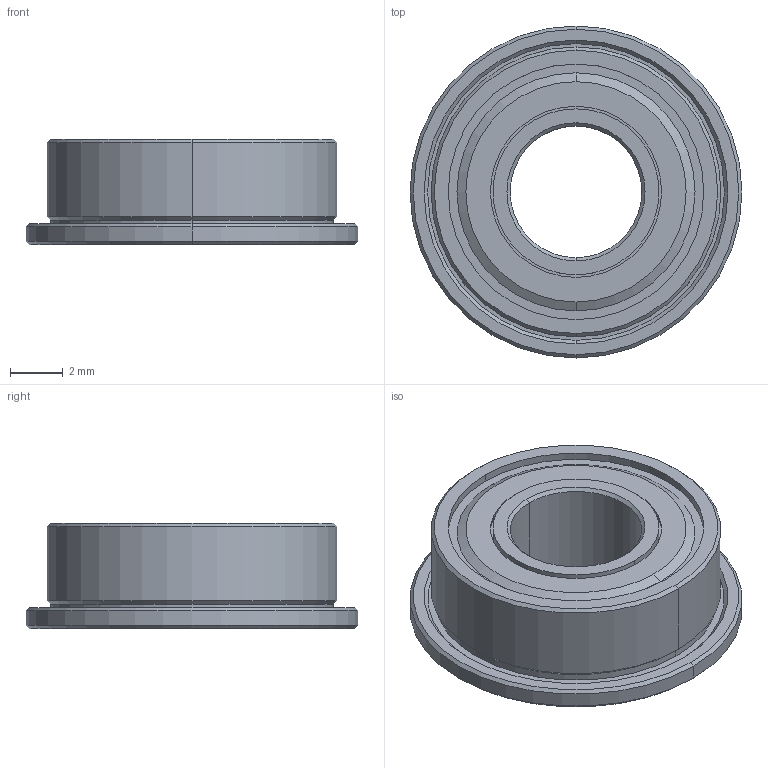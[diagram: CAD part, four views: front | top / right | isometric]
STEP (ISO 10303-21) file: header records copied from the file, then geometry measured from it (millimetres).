
FILE_DESCRIPTION (( 'STEP AP203' ), '1' );
FILE_NAME ('57155K571_Flanged Ball Bearing.STEP', '2021-12-01T21:31:44', ( 'Administrator' ), ( 'Managed by Terraform' ), 'SwSTEP 2.0', 'SolidWorks 2017', '' );
FILE_SCHEMA (( 'CONFIG_CONTROL_DESIGN' ));
Length unit declared in the file: millimetre
Products named in the file (1): 57155K571_Flanged Ball Bearing
Bounding box: 12.6 x 12.6 x 4 mm (x, y, z)
Volume: 225.7 mm3; surface area: 847.4 mm2
Topology: 16 solids, 16 shells, 102 faces, 240 edges, 156 vertices
Faces by surface type: cylinder 32, sphere 24, cone 22, plane 18, torus 6
Entity records: 2593 total; most frequent: DIRECTION 512, CARTESIAN_POINT 403, ORIENTED_EDGE 360, AXIS2_PLACEMENT_3D 229, EDGE_CURVE 180, CIRCLE 126, VERTEX_POINT 120, EDGE_LOOP 120
